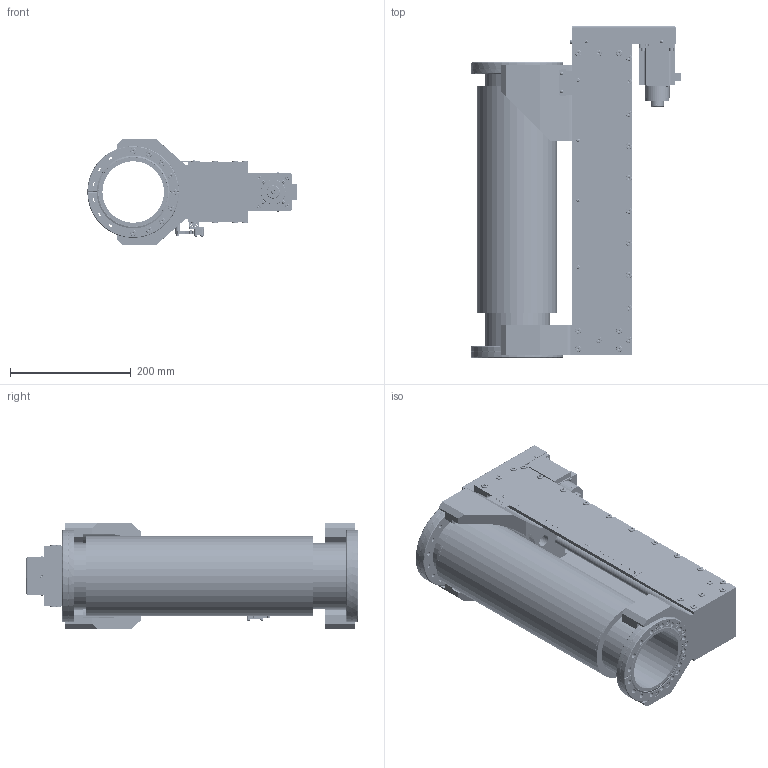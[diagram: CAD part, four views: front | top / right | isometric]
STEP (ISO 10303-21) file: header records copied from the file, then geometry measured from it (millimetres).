
FILE_DESCRIPTION (( 'STEP AP214' ), '1' );
FILE_NAME ('420MZA100-300-m.stp', '2017-04-27T13:37:11', ( '' ), ( '' ), 'SwSTEP 2.0', 'SolidWorks 2015', '' );
FILE_SCHEMA (( 'AUTOMOTIVE_DESIGN' ));
Length unit declared in the file: millimetre
Products named in the file (1): 420MZA100-300-m
Bounding box: 347 x 549.9 x 176 mm (x, y, z)
Volume: 6699291.9 mm3; surface area: 1366278.3 mm2
Topology: 156 solids, 172 shells, 6564 faces, 16214 edges, 10117 vertices
Faces by surface type: plane 3445, cylinder 1540, bspline 835, cone 736, sphere 8
Entity records: 296837 total; most frequent: CARTESIAN_POINT 70634, ORIENTED_EDGE 31632, DIRECTION 30956, EDGE_CURVE 15816, AXIS2_PLACEMENT_3D 10822, VERTEX_POINT 10117, VECTOR 9312, LINE 9312
